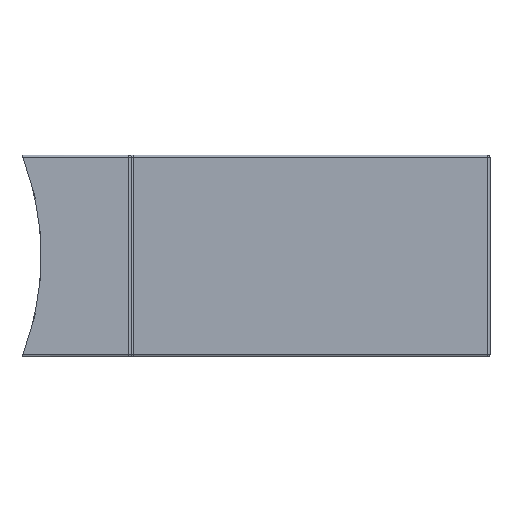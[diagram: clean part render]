
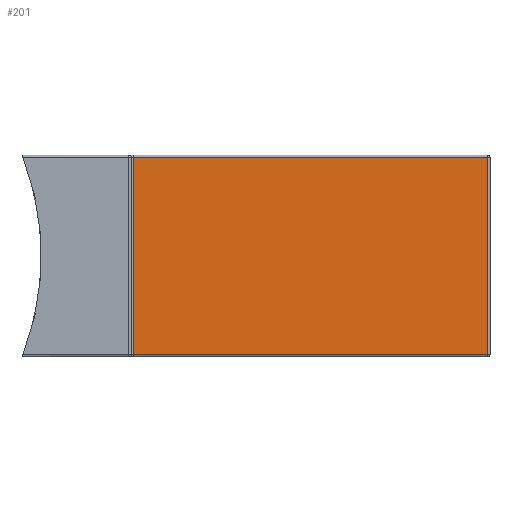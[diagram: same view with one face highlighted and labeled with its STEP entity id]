
A CAD part, front view. The second image highlights one B-rep face of the part: STEP entity #201.
In plain terms, the highlighted planar face has unit normal (0, -1, 0).
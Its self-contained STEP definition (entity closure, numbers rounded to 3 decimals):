
#41 = CARTESIAN_POINT ( 'NONE',  ( 31.8, 18., 9. ) ) ;
#66 = CARTESIAN_POINT ( 'NONE',  ( 0.2, 18., -9. ) ) ;
#171 = LINE ( 'NONE', #845, #307 ) ;
#201 = ADVANCED_FACE ( 'NONE', ( #887 ), #1230, .F. ) ;
#203 = VECTOR ( 'NONE', #683, 1000. ) ;
#232 = CARTESIAN_POINT ( 'NONE',  ( 0., 18., 9. ) ) ;
#269 = DIRECTION ( 'NONE',  ( 0., 0., 1. ) ) ;
#307 = VECTOR ( 'NONE', #838, 1000. ) ;
#318 = CARTESIAN_POINT ( 'NONE',  ( 31.8, 18., -8.8 ) ) ;
#334 = EDGE_CURVE ( 'NONE', #1190, #1085, #576, .T. ) ;
#469 = ORIENTED_EDGE ( 'NONE', *, *, #813, .T. ) ;
#570 = LINE ( 'NONE', #1420, #203 ) ;
#576 = LINE ( 'NONE', #41, #972 ) ;
#683 = DIRECTION ( 'NONE',  ( -1., 0., 0. ) ) ;
#698 = LINE ( 'NONE', #66, #795 ) ;
#761 = CARTESIAN_POINT ( 'NONE',  ( 0.2, 18., -8.8 ) ) ;
#795 = VECTOR ( 'NONE', #801, 1000. ) ;
#799 = DIRECTION ( 'NONE',  ( 0., 0., 1. ) ) ;
#801 = DIRECTION ( 'NONE',  ( 0., 0., -1. ) ) ;
#811 = ORIENTED_EDGE ( 'NONE', *, *, #1218, .T. ) ;
#813 = EDGE_CURVE ( 'NONE', #1128, #1190, #171, .T. ) ;
#826 = ORIENTED_EDGE ( 'NONE', *, *, #1006, .T. ) ;
#838 = DIRECTION ( 'NONE',  ( 1., 0., 0. ) ) ;
#845 = CARTESIAN_POINT ( 'NONE',  ( 0., 18., -8.8 ) ) ;
#864 = CARTESIAN_POINT ( 'NONE',  ( 31.8, 18., 8.8 ) ) ;
#887 = FACE_OUTER_BOUND ( 'NONE', #1336, .T. ) ;
#972 = VECTOR ( 'NONE', #269, 1000. ) ;
#1006 = EDGE_CURVE ( 'NONE', #1151, #1128, #698, .T. ) ;
#1017 = DIRECTION ( 'NONE',  ( 0., 1., 0. ) ) ;
#1085 = VERTEX_POINT ( 'NONE', #864 ) ;
#1128 = VERTEX_POINT ( 'NONE', #761 ) ;
#1151 = VERTEX_POINT ( 'NONE', #1172 ) ;
#1172 = CARTESIAN_POINT ( 'NONE',  ( 0.2, 18., 8.8 ) ) ;
#1190 = VERTEX_POINT ( 'NONE', #318 ) ;
#1218 = EDGE_CURVE ( 'NONE', #1085, #1151, #570, .T. ) ;
#1230 = PLANE ( 'NONE',  #1263 ) ;
#1263 = AXIS2_PLACEMENT_3D ( 'NONE', #232, #1017, #799 ) ;
#1336 = EDGE_LOOP ( 'NONE', ( #469, #1381, #811, #826 ) ) ;
#1381 = ORIENTED_EDGE ( 'NONE', *, *, #334, .T. ) ;
#1420 = CARTESIAN_POINT ( 'NONE',  ( 0., 18., 8.8 ) ) ;
